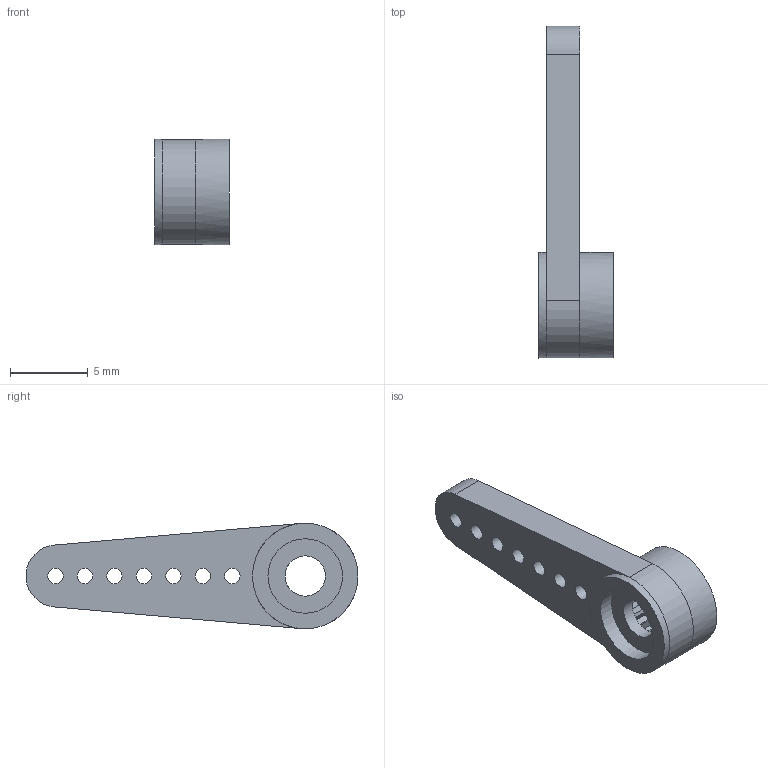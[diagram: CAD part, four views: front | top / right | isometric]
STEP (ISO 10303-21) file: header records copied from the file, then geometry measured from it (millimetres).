
FILE_DESCRIPTION(('FreeCAD Model'),'2;1');
FILE_NAME('Open CASCADE Shape Model','2024-09-02T19:20:16',(''),(''), 'Open CASCADE STEP processor 7.6','FreeCAD','Unknown');
FILE_SCHEMA(('AUTOMOTIVE_DESIGN { 1 0 10303 214 1 1 1 1 }'));
Length unit declared in the file: millimetre
Products named in the file (1): levier_servo
Bounding box: 4.8 x 21.39 x 6.8 mm (x, y, z)
Volume: 252.2 mm3; surface area: 514.4 mm2
Topology: 1 solids, 1 shells, 100 faces, 267 edges, 170 vertices
Faces by surface type: plane 67, cylinder 33
Full cylindrical faces by diameter (mm): 1 x7, 2.6 x1, 4.8 x1, 6.8 x2
Entity records: 6758 total; most frequent: CARTESIAN_POINT 1324, DIRECTION 1049, LINE 627, VECTOR 627, ORIENTED_EDGE 534, PCURVE 534, DEFINITIONAL_REPRESENTATION 534, EDGE_CURVE 267
